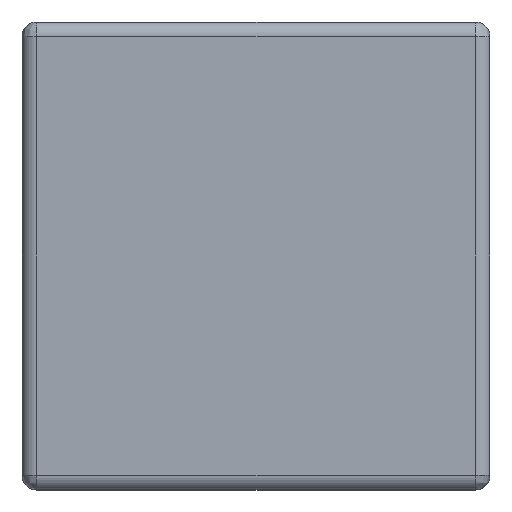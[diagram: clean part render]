
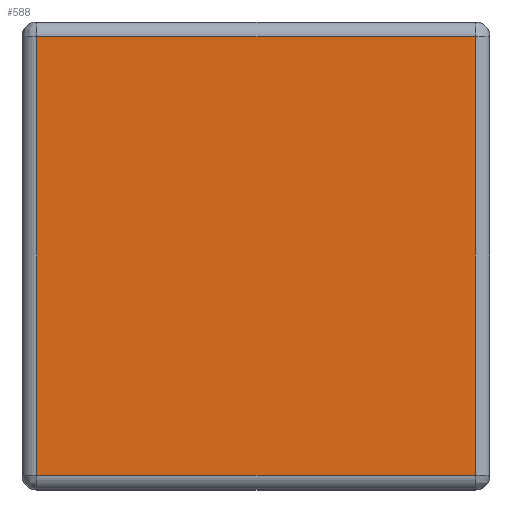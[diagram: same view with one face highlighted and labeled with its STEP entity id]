
A CAD part, front view. The second image highlights one B-rep face of the part: STEP entity #588.
In plain terms, the highlighted planar face has unit normal (0, -1, 0).
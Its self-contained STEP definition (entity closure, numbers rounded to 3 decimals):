
#71 = EDGE_CURVE ( 'NONE', #822, #839, #401, .T. ) ;
#97 = EDGE_CURVE ( 'NONE', #840, #839, #275, .T. ) ;
#106 = EDGE_CURVE ( 'NONE', #840, #1213, #259, .T. ) ;
#115 = EDGE_CURVE ( 'NONE', #1213, #822, #238, .T. ) ;
#184 = FACE_OUTER_BOUND ( 'NONE', #298, .T. ) ;
#238 = LINE ( 'NONE', #959, #242 ) ;
#242 = VECTOR ( 'NONE', #952, 1000. ) ;
#253 = VECTOR ( 'NONE', #978, 1000. ) ;
#259 = LINE ( 'NONE', #982, #253 ) ;
#275 = LINE ( 'NONE', #1167, #292 ) ;
#292 = VECTOR ( 'NONE', #1081, 1000. ) ;
#298 = EDGE_LOOP ( 'NONE', ( #510, #477, #544, #550 ) ) ;
#368 = VECTOR ( 'NONE', #1038, 1000. ) ;
#401 = LINE ( 'NONE', #1039, #368 ) ;
#477 = ORIENTED_EDGE ( 'NONE', *, *, #71, .F. ) ;
#510 = ORIENTED_EDGE ( 'NONE', *, *, #97, .T. ) ;
#544 = ORIENTED_EDGE ( 'NONE', *, *, #115, .F. ) ;
#550 = ORIENTED_EDGE ( 'NONE', *, *, #106, .F. ) ;
#588 = ADVANCED_FACE ( 'NONE', ( #184 ), #793, .F. ) ;
#648 = AXIS2_PLACEMENT_3D ( 'NONE', #817, #771, #1135 ) ;
#681 = CARTESIAN_POINT ( 'NONE',  ( -75., -137., -75. ) ) ;
#724 = CARTESIAN_POINT ( 'NONE',  ( 75., -137., -75. ) ) ;
#726 = CARTESIAN_POINT ( 'NONE',  ( -75., -137., 75. ) ) ;
#738 = CARTESIAN_POINT ( 'NONE',  ( 75., -137., 75. ) ) ;
#771 = DIRECTION ( 'NONE',  ( 0., 1., 0. ) ) ;
#793 = PLANE ( 'NONE',  #648 ) ;
#817 = CARTESIAN_POINT ( 'NONE',  ( -75., -137., -75. ) ) ;
#822 = VERTEX_POINT ( 'NONE', #724 ) ;
#839 = VERTEX_POINT ( 'NONE', #681 ) ;
#840 = VERTEX_POINT ( 'NONE', #726 ) ;
#952 = DIRECTION ( 'NONE',  ( 0., 0., -1. ) ) ;
#959 = CARTESIAN_POINT ( 'NONE',  ( 75., -137., 0. ) ) ;
#978 = DIRECTION ( 'NONE',  ( 1., 0., 0. ) ) ;
#982 = CARTESIAN_POINT ( 'NONE',  ( 0., -137., 75. ) ) ;
#1038 = DIRECTION ( 'NONE',  ( -1., 0., 0. ) ) ;
#1039 = CARTESIAN_POINT ( 'NONE',  ( 0., -137., -75. ) ) ;
#1081 = DIRECTION ( 'NONE',  ( 0., 0., -1. ) ) ;
#1135 = DIRECTION ( 'NONE',  ( 0., 0., 1. ) ) ;
#1167 = CARTESIAN_POINT ( 'NONE',  ( -75., -137., 0. ) ) ;
#1213 = VERTEX_POINT ( 'NONE', #738 ) ;
